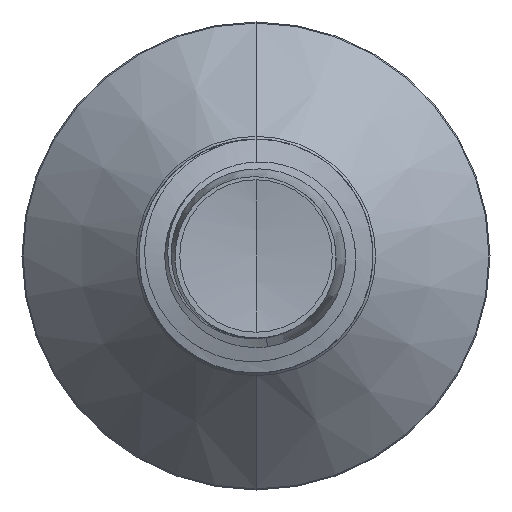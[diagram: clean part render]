
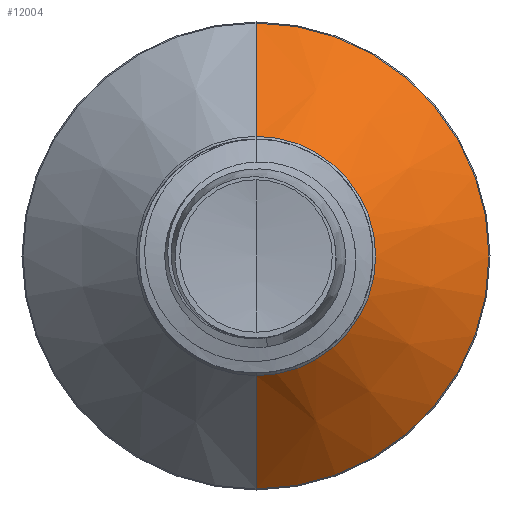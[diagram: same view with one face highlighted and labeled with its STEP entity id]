
A CAD part, front view. The second image highlights one B-rep face of the part: STEP entity #12004.
In plain terms, the highlighted conical face has half-angle 45 degrees and reference radius 2.302 mm.
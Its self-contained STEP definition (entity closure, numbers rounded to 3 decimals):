
#526 = AXIS2_PLACEMENT_3D ( 'NONE', #2111, #14391, #3873 ) ;
#910 = VERTEX_POINT ( 'NONE', #10333 ) ;
#1581 = LINE ( 'NONE', #7384, #17164 ) ;
#2111 = CARTESIAN_POINT ( 'NONE',  ( 0., 9.602, 0. ) ) ;
#3818 = CIRCLE ( 'NONE', #10752, 4.48 ) ;
#3873 = DIRECTION ( 'NONE',  ( 0., 0., 1. ) ) ;
#4695 = FACE_OUTER_BOUND ( 'NONE', #17399, .T. ) ;
#5023 = EDGE_CURVE ( 'NONE', #15483, #14101, #22598, .T. ) ;
#5424 = ORIENTED_EDGE ( 'NONE', *, *, #7057, .T. ) ;
#6741 = CARTESIAN_POINT ( 'NONE',  ( 0., 11.78, 0. ) ) ;
#7057 = EDGE_CURVE ( 'NONE', #15483, #18518, #9351, .T. ) ;
#7323 = ORIENTED_EDGE ( 'NONE', *, *, #5023, .F. ) ;
#7384 = CARTESIAN_POINT ( 'NONE',  ( 0., 9.602, -2.302 ) ) ;
#8247 = CONICAL_SURFACE ( 'NONE', #15310, 2.302, 0.785 ) ;
#8495 = DIRECTION ( 'NONE',  ( 0., 0., 1. ) ) ;
#9147 = DIRECTION ( 'NONE',  ( 0., 0.707, -0.707 ) ) ;
#9351 = CIRCLE ( 'NONE', #526, 2.302 ) ;
#9527 = ORIENTED_EDGE ( 'NONE', *, *, #21081, .T. ) ;
#10027 = DIRECTION ( 'NONE',  ( 0., 0., 1. ) ) ;
#10333 = CARTESIAN_POINT ( 'NONE',  ( 0., 11.78, -4.48 ) ) ;
#10752 = AXIS2_PLACEMENT_3D ( 'NONE', #6741, #19044, #8495 ) ;
#10771 = CARTESIAN_POINT ( 'NONE',  ( 0., 9.602, 2.302 ) ) ;
#10821 = ORIENTED_EDGE ( 'NONE', *, *, #19161, .F. ) ;
#11004 = CARTESIAN_POINT ( 'NONE',  ( 0., 11.78, 4.48 ) ) ;
#11795 = CARTESIAN_POINT ( 'NONE',  ( 0., 9.602, 0. ) ) ;
#12004 = ADVANCED_FACE ( 'NONE', ( #4695 ), #8247, .T. ) ;
#14101 = VERTEX_POINT ( 'NONE', #11004 ) ;
#14391 = DIRECTION ( 'NONE',  ( 0., 1., 0. ) ) ;
#14519 = CARTESIAN_POINT ( 'NONE',  ( 0., 9.602, 2.302 ) ) ;
#15310 = AXIS2_PLACEMENT_3D ( 'NONE', #11795, #18785, #10027 ) ;
#15483 = VERTEX_POINT ( 'NONE', #14519 ) ;
#17164 = VECTOR ( 'NONE', #9147, 1000. ) ;
#17399 = EDGE_LOOP ( 'NONE', ( #5424, #9527, #10821, #7323 ) ) ;
#18453 = VECTOR ( 'NONE', #19612, 1000. ) ;
#18518 = VERTEX_POINT ( 'NONE', #21227 ) ;
#18785 = DIRECTION ( 'NONE',  ( 0., 1., 0. ) ) ;
#19044 = DIRECTION ( 'NONE',  ( 0., 1., 0. ) ) ;
#19161 = EDGE_CURVE ( 'NONE', #14101, #910, #3818, .T. ) ;
#19612 = DIRECTION ( 'NONE',  ( 0., 0.707, 0.707 ) ) ;
#21081 = EDGE_CURVE ( 'NONE', #18518, #910, #1581, .T. ) ;
#21227 = CARTESIAN_POINT ( 'NONE',  ( 0., 9.602, -2.302 ) ) ;
#22598 = LINE ( 'NONE', #10771, #18453 ) ;
